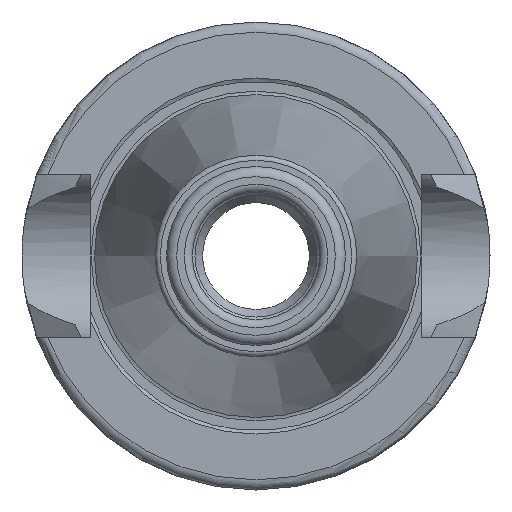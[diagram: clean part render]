
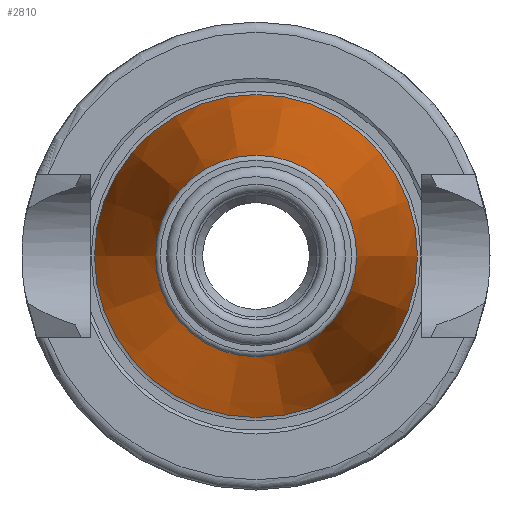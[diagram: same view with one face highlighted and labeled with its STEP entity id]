
A CAD part, left-side view. The second image highlights one B-rep face of the part: STEP entity #2810.
In plain terms, the highlighted conical face has half-angle 8.297 degrees and reference radius 12.887 mm.
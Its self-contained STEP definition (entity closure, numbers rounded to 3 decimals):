
#2776=CARTESIAN_POINT('',(-40.972,9.9,0.0));
#2777=VERTEX_POINT('',#2776);
#2778=CARTESIAN_POINT('',(-40.972,0.0,0.0));
#2779=DIRECTION('',(1.0,0.0,0.0));
#2780=DIRECTION('',(0.0,1.0,0.0));
#2781=AXIS2_PLACEMENT_3D('',#2778,#2779,#2780);
#2782=CIRCLE('',#2781,9.9);
#2783=EDGE_CURVE('',#2777,#2777,#2782,.T.);
#2791=CARTESIAN_POINT('',(-20.486,0.0,0.0));
#2792=DIRECTION('',(1.0,0.0,0.0));
#2793=DIRECTION('',(0.0,1.0,0.0));
#2794=AXIS2_PLACEMENT_3D('',#2791,#2792,#2793);
#2795=CONICAL_SURFACE('',#2794,12.887,8.297);
#2796=CARTESIAN_POINT('',(0.0,15.875,0.0));
#2797=VERTEX_POINT('',#2796);
#2798=CARTESIAN_POINT('',(0.0,0.0,0.0));
#2799=DIRECTION('',(1.0,0.0,0.0));
#2800=DIRECTION('',(0.0,1.0,0.0));
#2801=AXIS2_PLACEMENT_3D('',#2798,#2799,#2800);
#2802=CIRCLE('',#2801,15.875);
#2803=EDGE_CURVE('',#2797,#2797,#2802,.T.);
#2804=ORIENTED_EDGE('',*,*,#2803,.F.);
#2805=EDGE_LOOP('',(#2804));
#2806=FACE_OUTER_BOUND('',#2805,.T.);
#2807=ORIENTED_EDGE('',*,*,#2783,.T.);
#2808=EDGE_LOOP('',(#2807));
#2809=FACE_BOUND('',#2808,.T.);
#2810=ADVANCED_FACE('',(#2806,#2809),#2795,.T.);
